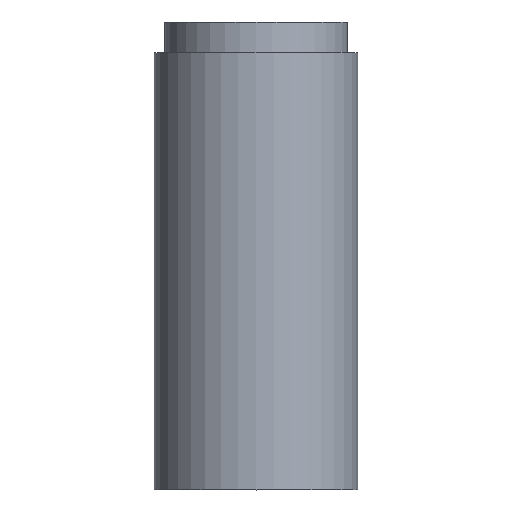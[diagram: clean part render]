
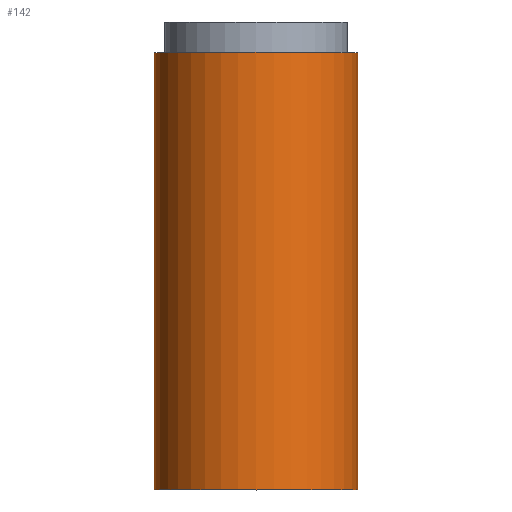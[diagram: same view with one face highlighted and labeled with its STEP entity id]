
A CAD part, top view. The second image highlights one B-rep face of the part: STEP entity #142.
In plain terms, the highlighted cylindrical face has radius 10 mm (diameter 20 mm), a full revolution.
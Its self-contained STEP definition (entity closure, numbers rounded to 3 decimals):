
#32=FACE_OUTER_BOUND('',#45,.T.);
#45=EDGE_LOOP('',(#121,#122,#123,#124,#125));
#54=LINE('',#263,#59);
#59=VECTOR('',#222,10.);
#66=CIRCLE('',#170,10.);
#67=CIRCLE('',#171,10.);
#70=CIRCLE('',#177,10.);
#77=VERTEX_POINT('',#250);
#78=VERTEX_POINT('',#251);
#81=VERTEX_POINT('',#262);
#91=EDGE_CURVE('',#77,#78,#66,.T.);
#92=EDGE_CURVE('',#78,#77,#67,.T.);
#96=EDGE_CURVE('',#78,#81,#54,.T.);
#97=EDGE_CURVE('',#81,#81,#70,.T.);
#121=ORIENTED_EDGE('',*,*,#91,.T.);
#122=ORIENTED_EDGE('',*,*,#96,.T.);
#123=ORIENTED_EDGE('',*,*,#97,.T.);
#124=ORIENTED_EDGE('',*,*,#96,.F.);
#125=ORIENTED_EDGE('',*,*,#92,.T.);
#134=CYLINDRICAL_SURFACE('',#176,10.);
#142=ADVANCED_FACE('',(#32),#134,.T.);
#170=AXIS2_PLACEMENT_3D('',#252,#207,#208);
#171=AXIS2_PLACEMENT_3D('',#253,#209,#210);
#176=AXIS2_PLACEMENT_3D('',#261,#220,#221);
#177=AXIS2_PLACEMENT_3D('',#264,#223,#224);
#207=DIRECTION('center_axis',(0.,-1.,0.));
#208=DIRECTION('ref_axis',(1.,0.,0.));
#209=DIRECTION('center_axis',(0.,-1.,0.));
#210=DIRECTION('ref_axis',(1.,0.,0.));
#220=DIRECTION('center_axis',(0.,1.,0.));
#221=DIRECTION('ref_axis',(1.,0.,0.));
#222=DIRECTION('',(0.,-1.,0.));
#223=DIRECTION('center_axis',(0.,1.,0.));
#224=DIRECTION('ref_axis',(1.,0.,0.));
#250=CARTESIAN_POINT('',(10.,43.,0.));
#251=CARTESIAN_POINT('',(-10.,43.,0.));
#252=CARTESIAN_POINT('Origin',(0.,43.,0.));
#253=CARTESIAN_POINT('Origin',(0.,43.,0.));
#261=CARTESIAN_POINT('Origin',(0.,0.,0.));
#262=CARTESIAN_POINT('',(-10.,0.,0.));
#263=CARTESIAN_POINT('',(-10.,0.,0.));
#264=CARTESIAN_POINT('Origin',(0.,0.,0.));
